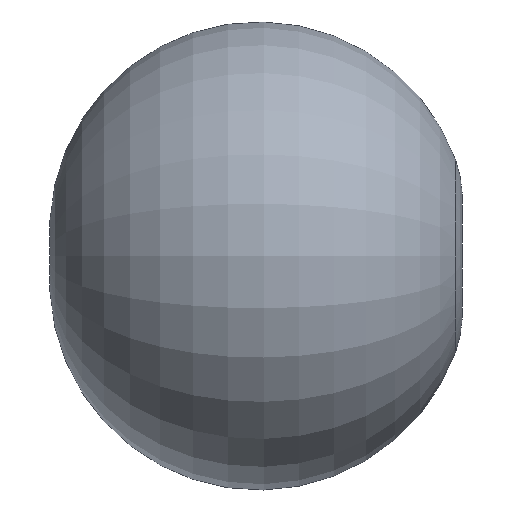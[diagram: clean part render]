
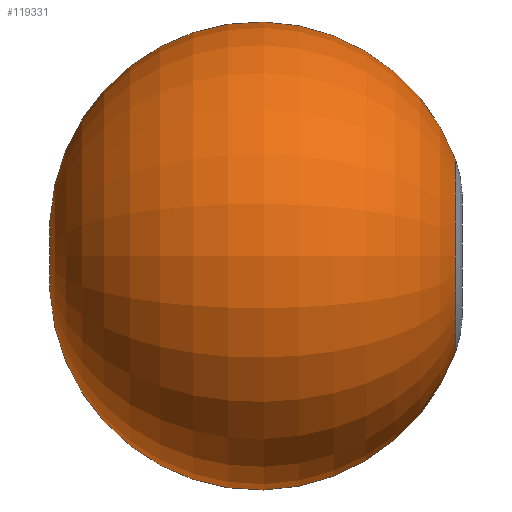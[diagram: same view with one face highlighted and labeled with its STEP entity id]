
A CAD part, left-side view. The second image highlights one B-rep face of the part: STEP entity #119331.
In plain terms, the highlighted toroidal (fillet/blend) face has major radius 200 mm and minor radius 1681.07 mm.
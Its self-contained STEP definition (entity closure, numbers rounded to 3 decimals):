
#9531 = ORIENTED_EDGE ( 'NONE', *, *, #116576, .F. ) ;
#12246 = CARTESIAN_POINT ( 'NONE',  ( 200., -1579.686, 0. ) ) ;
#51134 = DIRECTION ( 'NONE',  ( 0., 1., 0. ) ) ;
#54226 = EDGE_LOOP ( 'NONE', ( #128929, #202406, #9531 ) ) ;
#55126 = EDGE_CURVE ( 'NONE', #106785, #303299, #62577, .T. ) ;
#59396 = CIRCLE ( 'NONE', #302688, 1681.067 ) ;
#62577 = CIRCLE ( 'NONE', #73510, 774.959 ) ;
#73510 = AXIS2_PLACEMENT_3D ( 'NONE', #12246, #109773, #183643 ) ;
#79829 = FACE_OUTER_BOUND ( 'NONE', #54226, .T. ) ;
#80597 = EDGE_CURVE ( 'NONE', #303299, #176793, #59396, .T. ) ;
#89414 = DIRECTION ( 'NONE',  ( -1., 0., 0. ) ) ;
#95741 = CIRCLE ( 'NONE', #158286, 1681.067 ) ;
#99562 = CARTESIAN_POINT ( 'NONE',  ( 200., 0., 0. ) ) ;
#106785 = VERTEX_POINT ( 'NONE', #218727 ) ;
#109773 = DIRECTION ( 'NONE',  ( 0., 1., 0. ) ) ;
#116576 = EDGE_CURVE ( 'NONE', #106785, #176793, #95741, .T. ) ;
#119331 = ADVANCED_FACE ( 'NONE', ( #79829 ), #267536, .T. ) ;
#128929 = ORIENTED_EDGE ( 'NONE', *, *, #55126, .T. ) ;
#152130 = CARTESIAN_POINT ( 'NONE',  ( 200., 1669.127, 0. ) ) ;
#158286 = AXIS2_PLACEMENT_3D ( 'NONE', #163289, #308723, #89414 ) ;
#158458 = DIRECTION ( 'NONE',  ( -1., 0., 0. ) ) ;
#163289 = CARTESIAN_POINT ( 'NONE',  ( 0., 0., 0. ) ) ;
#171386 = CARTESIAN_POINT ( 'NONE',  ( 400., 0., 0. ) ) ;
#176793 = VERTEX_POINT ( 'NONE', #152130 ) ;
#183643 = DIRECTION ( 'NONE',  ( -1., 0., 0. ) ) ;
#202406 = ORIENTED_EDGE ( 'NONE', *, *, #80597, .T. ) ;
#218727 = CARTESIAN_POINT ( 'NONE',  ( -574.959, -1579.686, 0. ) ) ;
#222664 = DIRECTION ( 'NONE',  ( 1., 0., 0. ) ) ;
#241020 = AXIS2_PLACEMENT_3D ( 'NONE', #99562, #51134, #158458 ) ;
#244054 = DIRECTION ( 'NONE',  ( 0., 0., 1. ) ) ;
#252006 = CARTESIAN_POINT ( 'NONE',  ( 974.959, -1579.686, 0. ) ) ;
#267536 = TOROIDAL_SURFACE ( 'NONE', #241020, 200., 1681.067 ) ;
#302688 = AXIS2_PLACEMENT_3D ( 'NONE', #171386, #244054, #222664 ) ;
#303299 = VERTEX_POINT ( 'NONE', #252006 ) ;
#308723 = DIRECTION ( 'NONE',  ( 0., 0., -1. ) ) ;
